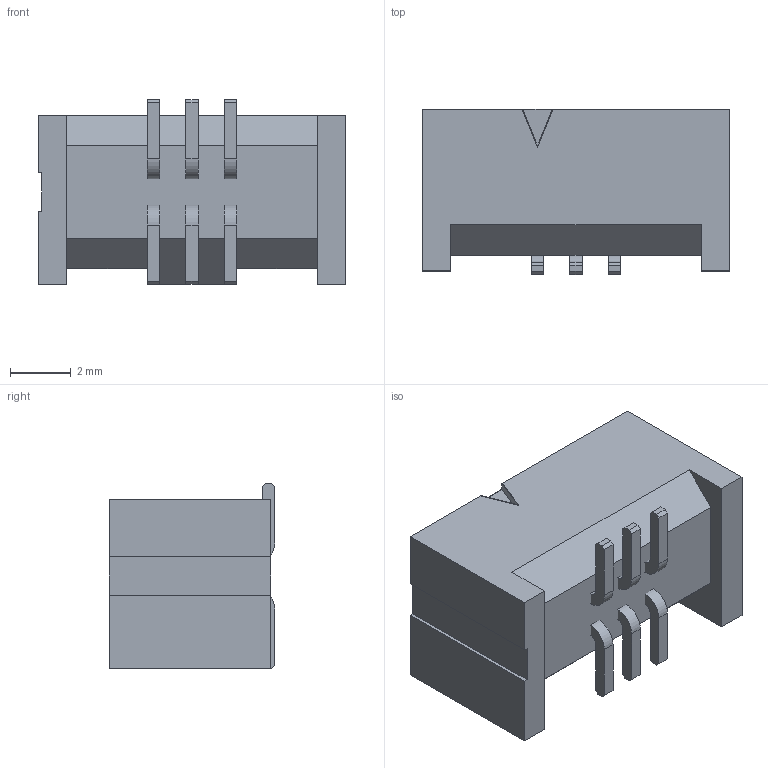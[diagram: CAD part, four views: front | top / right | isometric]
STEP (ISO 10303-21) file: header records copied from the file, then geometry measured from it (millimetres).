
FILE_DESCRIPTION(/* description */ ('STEP AP214'),/* implementation_level */ '2;1');
FILE_NAME(/* name */ 'SHF-103-01-L-D-SM',/* time_stamp */ '2023-12-08T04:24:21+01:00',/* author */ ('License CC BY-ND 4.0'),/* organization */ ('CADENAS'),/* preprocessor_version */ 'ST-DEVELOPER v19.3',/* originating_system */ 'PARTsolutions',/* authorisation */ ' ');
FILE_SCHEMA (('AUTOMOTIVE_DESIGN {1 0 10303 214 3 1 1}'));
Length unit declared in the file: inch
Products named in the file (4): SHF-103-01-L-D-SM; T-1S71-02-03-D-SM; SHF-First_Position_Indicator; SHF-103-01-D_header
Assembly tree (3 placements, depth 2):
  SHF-103-01-L-D-SM
    T-1S71-02-03-D-SM
    SHF-First_Position_Indicator
    SHF-103-01-D_header
Bounding box: 10.16 x 5.46 x 6.1 mm (x, y, z)
Volume: 150 mm3; surface area: 435.7 mm2
Topology: 3 solids, 3 shells, 136 faces, 383 edges, 254 vertices
Faces by surface type: plane 124, cylinder 12
Entity records: 4424 total; most frequent: CARTESIAN_POINT 777, ORIENTED_EDGE 766, DIRECTION 687, EDGE_CURVE 383, LINE 359, VECTOR 359, VERTEX_POINT 254, AXIS2_PLACEMENT_3D 164
